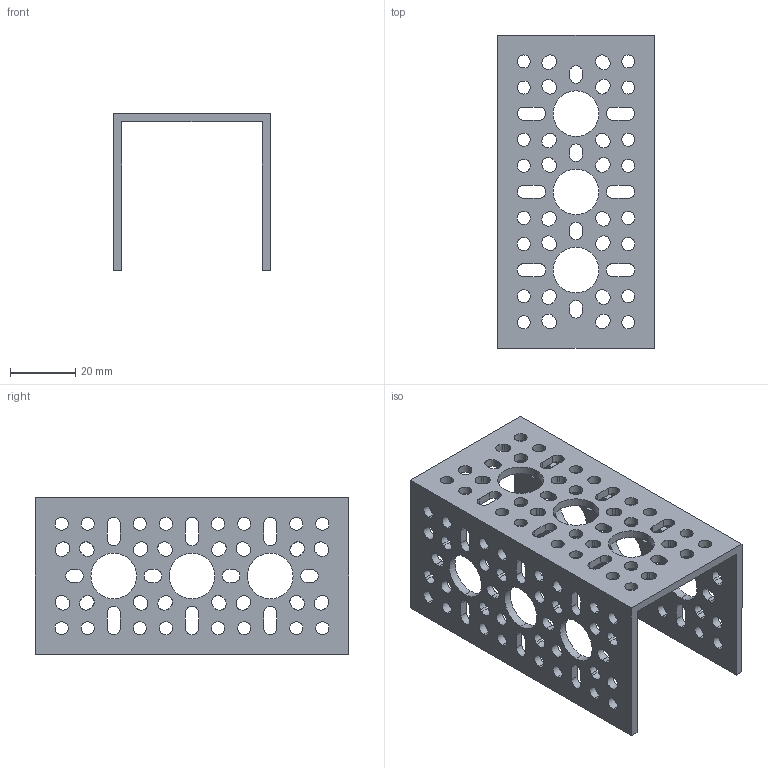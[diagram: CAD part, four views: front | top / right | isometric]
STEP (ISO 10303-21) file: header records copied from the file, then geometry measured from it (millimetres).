
FILE_DESCRIPTION (( 'STEP AP203' ), '1' );
FILE_NAME ('1100-0003-0096 rev1.STEP', '2017-05-05T16:42:40', ( '' ), ( '' ), 'SwSTEP 2.0', 'SolidWorks 2016', '' );
FILE_SCHEMA (( 'CONFIG_CONTROL_DESIGN' ));
Length unit declared in the file: millimetre
Products named in the file (1): 1100-0003-0096 rev1
Bounding box: 48 x 96 x 48 mm (x, y, z)
Volume: 24600.3 mm3; surface area: 26472.1 mm2
Topology: 1 solids, 1 shells, 502 faces, 1500 edges, 1000 vertices
Faces by surface type: cylinder 336, plane 166
Entity records: 17813 total; most frequent: DIRECTION 3178, CARTESIAN_POINT 3003, ORIENTED_EDGE 3000, EDGE_CURVE 1500, AXIS2_PLACEMENT_3D 1175, VERTEX_POINT 1000, VECTOR 828, LINE 828
